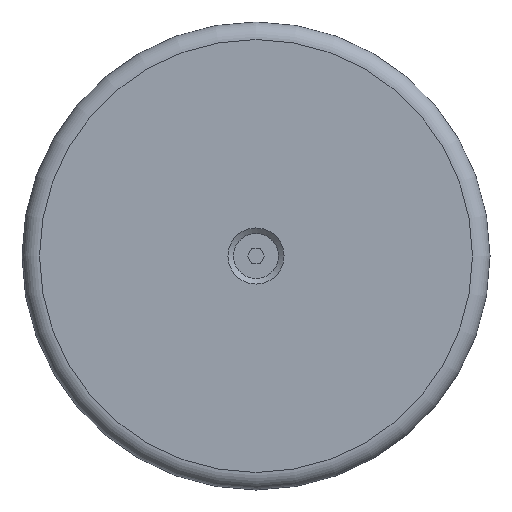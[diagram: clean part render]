
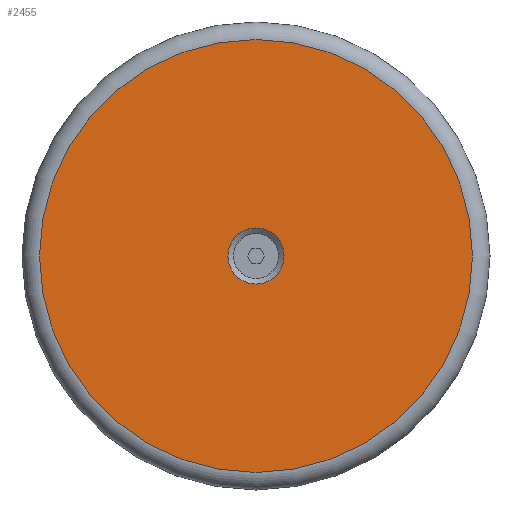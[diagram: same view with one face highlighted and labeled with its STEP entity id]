
A CAD part, left-side view. The second image highlights one B-rep face of the part: STEP entity #2455.
In plain terms, the highlighted planar face has unit normal (-1, 0, 0).
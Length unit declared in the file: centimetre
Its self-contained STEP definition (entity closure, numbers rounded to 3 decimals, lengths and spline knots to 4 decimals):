
#117=FACE_BOUND('',#568,.T.);
#164=PLANE('',#2765);
#404=FACE_OUTER_BOUND('',#567,.T.);
#567=EDGE_LOOP('',(#2239));
#568=EDGE_LOOP('',(#2240));
#993=CIRCLE('',#2753,0.762);
#998=CIRCLE('',#2760,5.8738);
#1212=VERTEX_POINT('',#6509);
#1217=VERTEX_POINT('',#6522);
#1553=EDGE_CURVE('',#1212,#1212,#993,.T.);
#1560=EDGE_CURVE('',#1217,#1217,#998,.T.);
#2239=ORIENTED_EDGE('',*,*,#1560,.F.);
#2240=ORIENTED_EDGE('',*,*,#1553,.T.);
#2455=ADVANCED_FACE('',(#404,#117),#164,.F.);
#2753=AXIS2_PLACEMENT_3D('',#6510,#3432,#3433);
#2760=AXIS2_PLACEMENT_3D('',#6524,#3448,#3449);
#2765=AXIS2_PLACEMENT_3D('',#6532,#3459,#3460);
#3432=DIRECTION('center_axis',(1.,0.,0.));
#3433=DIRECTION('ref_axis',(0.,-1.,0.));
#3448=DIRECTION('center_axis',(1.,0.,0.));
#3449=DIRECTION('ref_axis',(0.,1.,0.));
#3459=DIRECTION('center_axis',(1.,0.,0.));
#3460=DIRECTION('ref_axis',(0.,1.,0.));
#6509=CARTESIAN_POINT('',(0.,0.762,0.));
#6510=CARTESIAN_POINT('Origin',(0.,0.,0.));
#6522=CARTESIAN_POINT('',(0.,0.,5.8738));
#6524=CARTESIAN_POINT('Origin',(0.,0.,0.));
#6532=CARTESIAN_POINT('Origin',(0.,0.,0.));
